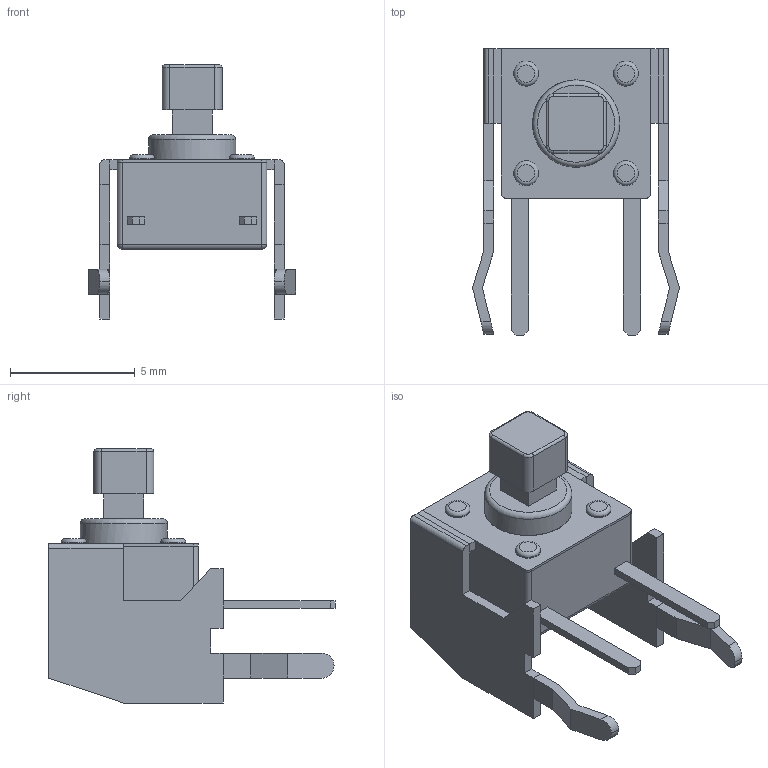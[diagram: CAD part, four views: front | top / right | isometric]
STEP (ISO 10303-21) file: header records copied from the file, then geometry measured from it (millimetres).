
FILE_DESCRIPTION(('FreeCAD Model'),'2;1');
FILE_NAME('Open CASCADE Shape Model','2022-11-18T11:58:44',( 'Engenharia Meltaltex'),('Engenharia Meltaltex'), 'Open CASCADE STEP processor 7.5','FreeCAD','Unknown');
FILE_SCHEMA(('AUTOMOTIVE_DESIGN { 1 0 10303 214 1 1 1 1 }'));
Length unit declared in the file: millimetre
Products named in the file (2): Open CASCADE STEP translator 7.5 15; Fusion001
Assembly tree (1 placements, depth 2):
  Open CASCADE STEP translator 7.5 15
    Fusion001
Bounding box: 8.31 x 11.5 x 10.2 mm (x, y, z)
Volume: 185.7 mm3; surface area: 426.3 mm2
Topology: 1 solids, 1 shells, 137 faces, 329 edges, 201 vertices
Faces by surface type: plane 98, cylinder 28, torus 9, sphere 2
Full cylindrical faces by diameter (mm): 1 x4, 3.5 x2
Entity records: 4387 total; most frequent: DIRECTION 675, CARTESIAN_POINT 667, ORIENTED_EDGE 654, EDGE_CURVE 327, LINE 257, VECTOR 257, AXIS2_PLACEMENT_3D 209, VERTEX_POINT 201
